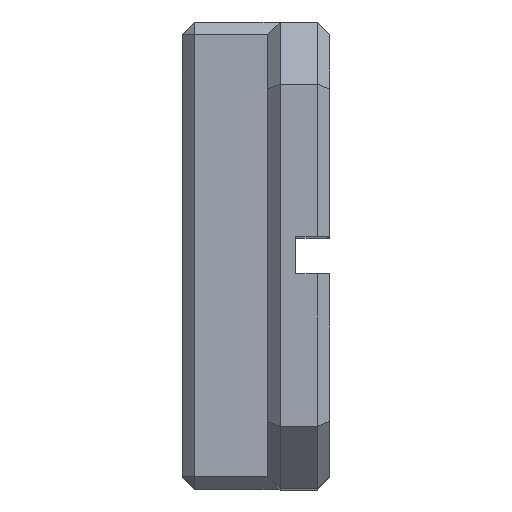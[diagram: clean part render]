
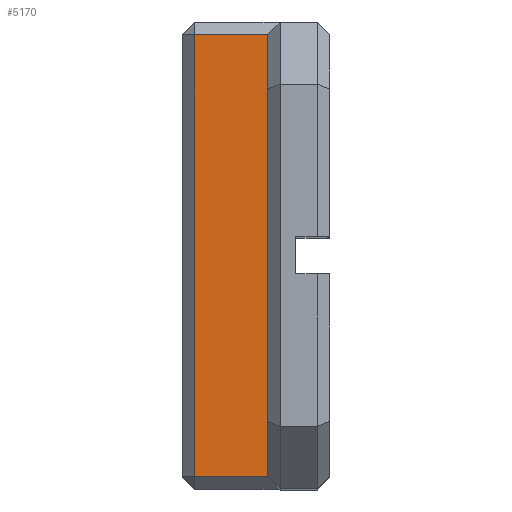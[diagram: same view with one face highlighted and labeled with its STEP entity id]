
A CAD part, top view. The second image highlights one B-rep face of the part: STEP entity #5170.
In plain terms, the highlighted planar face has unit normal (0, 0, 1).
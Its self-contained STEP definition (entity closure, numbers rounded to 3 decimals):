
#2280 = PLANE('',#2281);
#2281 = AXIS2_PLACEMENT_3D('',#2282,#2283,#2284);
#2282 = CARTESIAN_POINT('',(-4.,-14.6,7.6));
#2283 = DIRECTION('',(0.,0.707,-0.707));
#2284 = DIRECTION('',(-1.,0.,0.));
#3217 = PLANE('',#3218);
#3218 = AXIS2_PLACEMENT_3D('',#3219,#3220,#3221);
#3219 = CARTESIAN_POINT('',(-4.,15.,29.));
#3220 = DIRECTION('',(1.,0.,0.));
#3221 = DIRECTION('',(0.,0.,-1.));
#3795 = VERTEX_POINT('',#3796);
#3796 = CARTESIAN_POINT('',(-4.,-14.2,8.));
#3845 = VERTEX_POINT('',#3846);
#3846 = CARTESIAN_POINT('',(-8.7,-14.2,8.));
#3872 = EDGE_CURVE('',#3795,#3845,#3873,.T.);
#3873 = SURFACE_CURVE('',#3874,(#3878,#3885),.PCURVE_S1.);
#3874 = LINE('',#3875,#3876);
#3875 = CARTESIAN_POINT('',(-4.,-14.2,8.));
#3876 = VECTOR('',#3877,1.);
#3877 = DIRECTION('',(-1.,0.,0.));
#3878 = PCURVE('',#2280,#3879);
#3879 = DEFINITIONAL_REPRESENTATION('',(#3880),#3884);
#3880 = LINE('',#3881,#3882);
#3881 = CARTESIAN_POINT('',(0.,0.566));
#3882 = VECTOR('',#3883,1.);
#3883 = DIRECTION('',(1.,0.));
#3884 = ( GEOMETRIC_REPRESENTATION_CONTEXT(2) 
PARAMETRIC_REPRESENTATION_CONTEXT() REPRESENTATION_CONTEXT('2D SPACE',''
  ) );
#3885 = PCURVE('',#3886,#3891);
#3886 = PLANE('',#3887);
#3887 = AXIS2_PLACEMENT_3D('',#3888,#3889,#3890);
#3888 = CARTESIAN_POINT('',(-4.,15.,8.));
#3889 = DIRECTION('',(0.,0.,-1.));
#3890 = DIRECTION('',(-1.,0.,0.));
#3891 = DEFINITIONAL_REPRESENTATION('',(#3892),#3896);
#3892 = LINE('',#3893,#3894);
#3893 = CARTESIAN_POINT('',(0.,-29.2));
#3894 = VECTOR('',#3895,1.);
#3895 = DIRECTION('',(1.,0.));
#3896 = ( GEOMETRIC_REPRESENTATION_CONTEXT(2) 
PARAMETRIC_REPRESENTATION_CONTEXT() REPRESENTATION_CONTEXT('2D SPACE',''
  ) );
#4888 = EDGE_CURVE('',#4889,#3795,#4891,.T.);
#4889 = VERTEX_POINT('',#4890);
#4890 = CARTESIAN_POINT('',(-4.,14.2,8.));
#4891 = SURFACE_CURVE('',#4892,(#4896,#4903),.PCURVE_S1.);
#4892 = LINE('',#4893,#4894);
#4893 = CARTESIAN_POINT('',(-4.,15.,8.));
#4894 = VECTOR('',#4895,1.);
#4895 = DIRECTION('',(0.,-1.,0.));
#4896 = PCURVE('',#3217,#4897);
#4897 = DEFINITIONAL_REPRESENTATION('',(#4898),#4902);
#4898 = LINE('',#4899,#4900);
#4899 = CARTESIAN_POINT('',(21.,0.));
#4900 = VECTOR('',#4901,1.);
#4901 = DIRECTION('',(0.,-1.));
#4902 = ( GEOMETRIC_REPRESENTATION_CONTEXT(2) 
PARAMETRIC_REPRESENTATION_CONTEXT() REPRESENTATION_CONTEXT('2D SPACE',''
  ) );
#4903 = PCURVE('',#3886,#4904);
#4904 = DEFINITIONAL_REPRESENTATION('',(#4905),#4909);
#4905 = LINE('',#4906,#4907);
#4906 = CARTESIAN_POINT('',(0.,0.));
#4907 = VECTOR('',#4908,1.);
#4908 = DIRECTION('',(0.,-1.));
#4909 = ( GEOMETRIC_REPRESENTATION_CONTEXT(2) 
PARAMETRIC_REPRESENTATION_CONTEXT() REPRESENTATION_CONTEXT('2D SPACE',''
  ) );
#5060 = PLANE('',#5061);
#5061 = AXIS2_PLACEMENT_3D('',#5062,#5063,#5064);
#5062 = CARTESIAN_POINT('',(-4.,14.6,7.6));
#5063 = DIRECTION('',(0.,0.707,0.707));
#5064 = DIRECTION('',(-1.,0.,0.));
#5170 = ADVANCED_FACE('',(#5171),#3886,.F.);
#5171 = FACE_BOUND('',#5172,.F.);
#5172 = EDGE_LOOP('',(#5173,#5174,#5175,#5203));
#5173 = ORIENTED_EDGE('',*,*,#4888,.T.);
#5174 = ORIENTED_EDGE('',*,*,#3872,.T.);
#5175 = ORIENTED_EDGE('',*,*,#5176,.F.);
#5176 = EDGE_CURVE('',#5177,#3845,#5179,.T.);
#5177 = VERTEX_POINT('',#5178);
#5178 = CARTESIAN_POINT('',(-8.7,14.2,8.));
#5179 = SURFACE_CURVE('',#5180,(#5184,#5191),.PCURVE_S1.);
#5180 = LINE('',#5181,#5182);
#5181 = CARTESIAN_POINT('',(-8.7,15.,8.));
#5182 = VECTOR('',#5183,1.);
#5183 = DIRECTION('',(0.,-1.,0.));
#5184 = PCURVE('',#3886,#5185);
#5185 = DEFINITIONAL_REPRESENTATION('',(#5186),#5190);
#5186 = LINE('',#5187,#5188);
#5187 = CARTESIAN_POINT('',(4.7,0.));
#5188 = VECTOR('',#5189,1.);
#5189 = DIRECTION('',(0.,-1.));
#5190 = ( GEOMETRIC_REPRESENTATION_CONTEXT(2) 
PARAMETRIC_REPRESENTATION_CONTEXT() REPRESENTATION_CONTEXT('2D SPACE',''
  ) );
#5191 = PCURVE('',#5192,#5197);
#5192 = PLANE('',#5193);
#5193 = AXIS2_PLACEMENT_3D('',#5194,#5195,#5196);
#5194 = CARTESIAN_POINT('',(-9.1,15.,7.6));
#5195 = DIRECTION('',(-0.707,0.,0.707)
  );
#5196 = DIRECTION('',(0.,1.,0.));
#5197 = DEFINITIONAL_REPRESENTATION('',(#5198),#5202);
#5198 = LINE('',#5199,#5200);
#5199 = CARTESIAN_POINT('',(0.,-0.566));
#5200 = VECTOR('',#5201,1.);
#5201 = DIRECTION('',(-1.,0.));
#5202 = ( GEOMETRIC_REPRESENTATION_CONTEXT(2) 
PARAMETRIC_REPRESENTATION_CONTEXT() REPRESENTATION_CONTEXT('2D SPACE',''
  ) );
#5203 = ORIENTED_EDGE('',*,*,#5204,.F.);
#5204 = EDGE_CURVE('',#4889,#5177,#5205,.T.);
#5205 = SURFACE_CURVE('',#5206,(#5210,#5217),.PCURVE_S1.);
#5206 = LINE('',#5207,#5208);
#5207 = CARTESIAN_POINT('',(-4.,14.2,8.));
#5208 = VECTOR('',#5209,1.);
#5209 = DIRECTION('',(-1.,0.,0.));
#5210 = PCURVE('',#3886,#5211);
#5211 = DEFINITIONAL_REPRESENTATION('',(#5212),#5216);
#5212 = LINE('',#5213,#5214);
#5213 = CARTESIAN_POINT('',(0.,-0.8));
#5214 = VECTOR('',#5215,1.);
#5215 = DIRECTION('',(1.,0.));
#5216 = ( GEOMETRIC_REPRESENTATION_CONTEXT(2) 
PARAMETRIC_REPRESENTATION_CONTEXT() REPRESENTATION_CONTEXT('2D SPACE',''
  ) );
#5217 = PCURVE('',#5060,#5218);
#5218 = DEFINITIONAL_REPRESENTATION('',(#5219),#5223);
#5219 = LINE('',#5220,#5221);
#5220 = CARTESIAN_POINT('',(0.,0.566));
#5221 = VECTOR('',#5222,1.);
#5222 = DIRECTION('',(1.,0.));
#5223 = ( GEOMETRIC_REPRESENTATION_CONTEXT(2) 
PARAMETRIC_REPRESENTATION_CONTEXT() REPRESENTATION_CONTEXT('2D SPACE',''
  ) );
